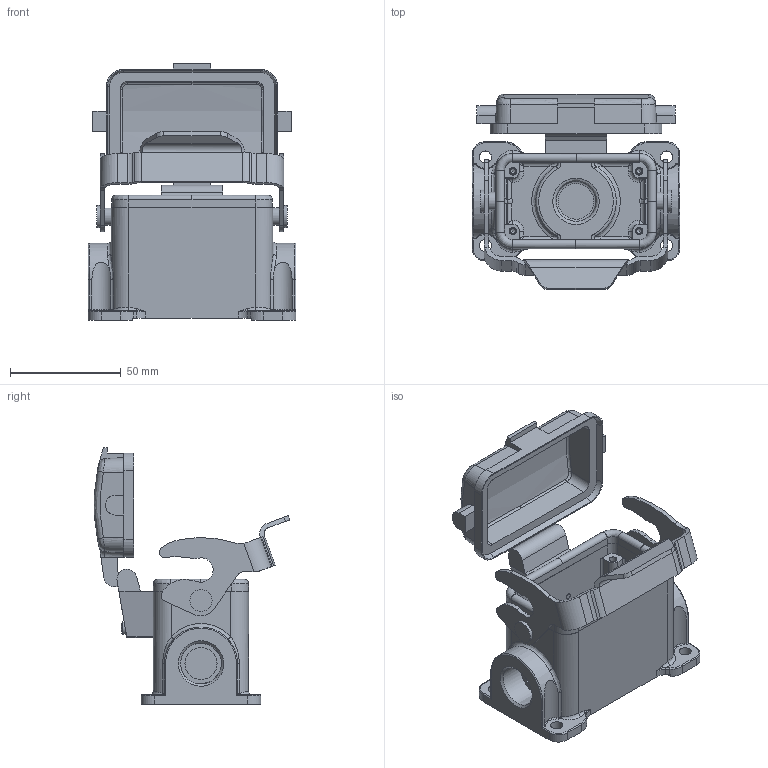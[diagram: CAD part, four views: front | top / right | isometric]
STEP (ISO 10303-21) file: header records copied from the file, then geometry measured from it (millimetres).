
FILE_DESCRIPTION(/* description */ (''),/* implementation_level */ '2;1');
FILE_NAME(/* name */ 'c146 10n010 807 1nxc001-01.stp',/* time_stamp */ '2021-10-20T10:19:11+02:00',/* author */ (''),/* organization */ (''),/* preprocessor_version */ 'ST-DEVELOPER v16.7',/* originating_system */ 'SIEMENS PLM Software NX 12.0',/* authorisation */ '');
FILE_SCHEMA (('AUTOMOTIVE_DESIGN { 1 0 10303 214 3 1 1 1 }'));
Length unit declared in the file: millimetre
Products named in the file (12): n 13 030 0004 1nxm001-02; c146 n05 040 e2nxm001-01; n 25 010 100x xnxm001-04; n 13 080 00x4 xnxm001-03; C146 M21 352 E1-01; n 03 030 0015 7nxm001-04; c146 n01 011 e2nxm001-02; c146 n02 000 e2nxm001-03; n 06 073 0001nxm001-02; c146 n05 040 g2nxm001-01; c146 10n010 807 1nxm001-04; c146 10n010 807 1nxc001-01
Assembly tree (13 placements, depth 4):
  c146 10n010 807 1nxc001-01
    c146 10n010 807 1nxm001-04
      n 06 073 0001nxm001-02
      c146 n02 000 e2nxm001-03
      c146 n01 011 e2nxm001-02
      n 03 030 0015 7nxm001-04  x2
      C146 M21 352 E1-01
      c146 n05 040 g2nxm001-01
        c146 n05 040 e2nxm001-01
        n 13 030 0004 1nxm001-02
      n 13 080 00x4 xnxm001-03  x2
      n 25 010 100x xnxm001-04
Bounding box: 94 x 88.24 x 116.15 mm (x, y, z)
Volume: 114387.7 mm3; surface area: 58287.3 mm2
Topology: 1 solids, 1 shells, 552 faces, 1467 edges, 917 vertices
Faces by surface type: plane 245, cylinder 171, bspline 113, cone 12, revolution 4, torus 4, sphere 2, extrusion 1
Full cylindrical faces by diameter (mm): 2.5 x4, 3.5 x4, 5.5 x4, 5.6 x2, 8 x2, 10 x2, 14.5 x2, 18.539 x1
Entity records: 22431 total; most frequent: CARTESIAN_POINT 7521, ORIENTED_EDGE 2772, DIRECTION 2547, EDGE_CURVE 1386, AXIS2_PLACEMENT_3D 932, VERTEX_POINT 899, VECTOR 679, LINE 678
